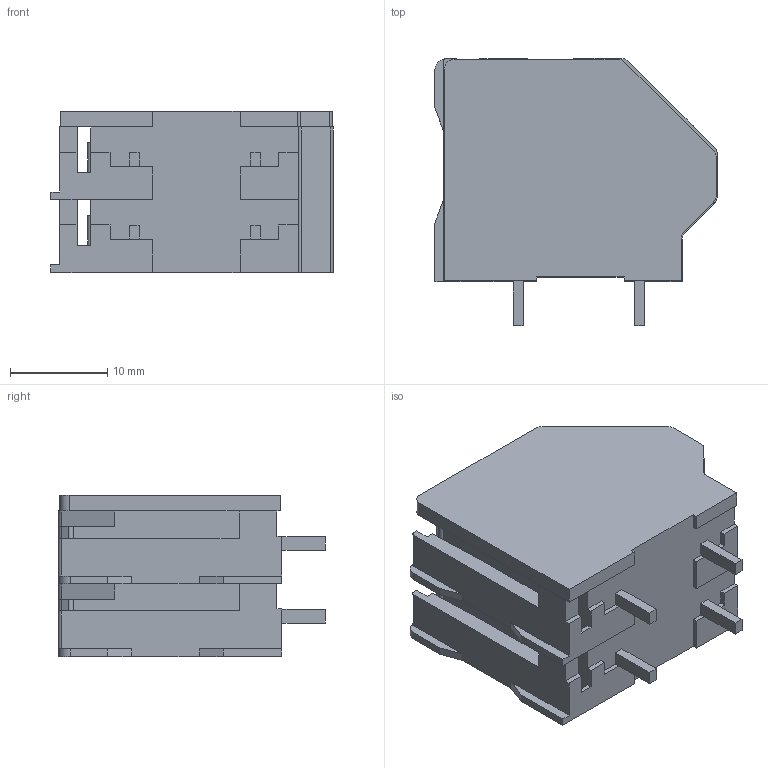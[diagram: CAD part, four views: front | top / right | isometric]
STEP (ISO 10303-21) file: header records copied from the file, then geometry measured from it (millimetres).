
FILE_DESCRIPTION(/* description */ ('STEP AP214'),/* implementation_level */ '2;1');
FILE_NAME(/* name */ '745-302',/* time_stamp */ '2024-05-09T16:43:05+02:00',/* author */ ('License CC BY-ND 4.0'),/* organization */ ('CADENAS'),/* preprocessor_version */ 'ST-DEVELOPER v19.3',/* originating_system */ 'PARTsolutions',/* authorisation */ ' ');
FILE_SCHEMA (('AUTOMOTIVE_DESIGN {1 0 10303 214 3 1 1}'));
Length unit declared in the file: millimetre
Products named in the file (1): 745-302
Bounding box: 29.1 x 27.5 x 16.6 mm (x, y, z)
Volume: 8445.4 mm3; surface area: 3746.5 mm2
Topology: 1 solids, 1 shells, 183 faces, 522 edges, 344 vertices
Faces by surface type: plane 141, cylinder 38, cone 4
Full cylindrical faces by diameter (mm): 2.3 x2, 6.6 x2
Entity records: 7166 total; most frequent: CARTESIAN_POINT 1050, ORIENTED_EDGE 1024, DIRECTION 961, EDGE_CURVE 512, LINE 427, VECTOR 427, VERTEX_POINT 342, AXIS2_PLACEMENT_3D 267
